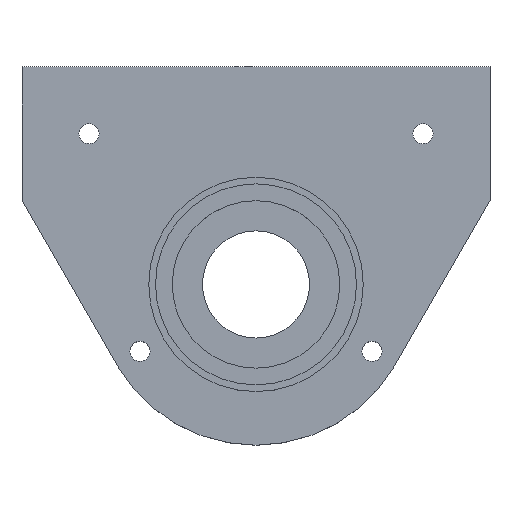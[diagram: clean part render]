
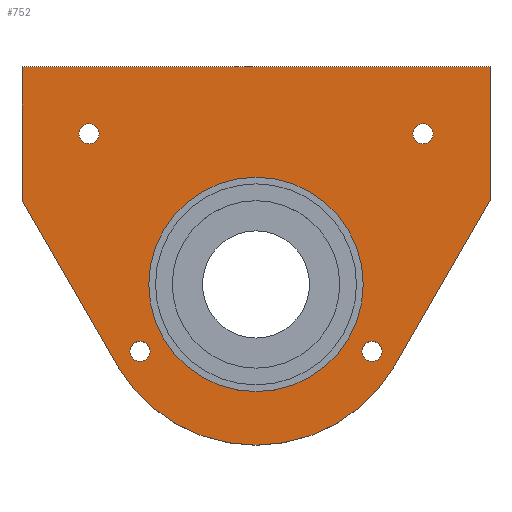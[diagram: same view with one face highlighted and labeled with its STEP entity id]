
A CAD part, top view. The second image highlights one B-rep face of the part: STEP entity #752.
In plain terms, the highlighted planar face has unit normal (0, 0, 1).
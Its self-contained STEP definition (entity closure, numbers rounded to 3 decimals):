
#314=CARTESIAN_POINT('',(23.43,22.5,5.));
#315=VERTEX_POINT('',#314);
#322=CARTESIAN_POINT('',(26.43,22.5,5.));
#323=VERTEX_POINT('',#322);
#324=CARTESIAN_POINT('',(24.93,22.5,5.));
#325=DIRECTION('',(1.,0.,0.));
#326=DIRECTION('',(0.,0.,1.));
#327=AXIS2_PLACEMENT_3D('',#324,#326,#325);
#328=CIRCLE('',#327,1.5);
#329=EDGE_CURVE('',#323,#315,#328,.T.);
#331=CARTESIAN_POINT('',(24.93,22.5,5.));
#332=DIRECTION('',(-1.,0.,0.));
#333=DIRECTION('',(-0.,0.,1.));
#334=AXIS2_PLACEMENT_3D('',#331,#333,#332);
#335=CIRCLE('',#334,1.5);
#336=EDGE_CURVE('',#315,#323,#335,.T.);
#348=CARTESIAN_POINT('',(15.821,-10.,5.));
#349=VERTEX_POINT('',#348);
#356=CARTESIAN_POINT('',(18.821,-10.,5.));
#357=VERTEX_POINT('',#356);
#358=CARTESIAN_POINT('',(17.321,-10.,5.));
#359=DIRECTION('',(1.,0.,0.));
#360=DIRECTION('',(0.,0.,1.));
#361=AXIS2_PLACEMENT_3D('',#358,#360,#359);
#362=CIRCLE('',#361,1.5);
#363=EDGE_CURVE('',#357,#349,#362,.T.);
#365=CARTESIAN_POINT('',(17.321,-10.,5.));
#366=DIRECTION('',(-1.,0.,0.));
#367=DIRECTION('',(-0.,0.,1.));
#368=AXIS2_PLACEMENT_3D('',#365,#367,#366);
#369=CIRCLE('',#368,1.5);
#370=EDGE_CURVE('',#349,#357,#369,.T.);
#382=CARTESIAN_POINT('',(-18.821,-10.,5.));
#383=VERTEX_POINT('',#382);
#390=CARTESIAN_POINT('',(-15.821,-10.,5.));
#391=VERTEX_POINT('',#390);
#392=CARTESIAN_POINT('',(-17.321,-10.,5.));
#393=DIRECTION('',(1.,0.,0.));
#394=DIRECTION('',(0.,0.,1.));
#395=AXIS2_PLACEMENT_3D('',#392,#394,#393);
#396=CIRCLE('',#395,1.5);
#397=EDGE_CURVE('',#391,#383,#396,.T.);
#399=CARTESIAN_POINT('',(-17.321,-10.,5.));
#400=DIRECTION('',(-1.,0.,0.));
#401=DIRECTION('',(-0.,0.,1.));
#402=AXIS2_PLACEMENT_3D('',#399,#401,#400);
#403=CIRCLE('',#402,1.5);
#404=EDGE_CURVE('',#383,#391,#403,.T.);
#416=CARTESIAN_POINT('',(-26.43,22.5,5.));
#417=VERTEX_POINT('',#416);
#424=CARTESIAN_POINT('',(-23.43,22.5,5.));
#425=VERTEX_POINT('',#424);
#426=CARTESIAN_POINT('',(-24.93,22.5,5.));
#427=DIRECTION('',(1.,0.,0.));
#428=DIRECTION('',(0.,0.,1.));
#429=AXIS2_PLACEMENT_3D('',#426,#428,#427);
#430=CIRCLE('',#429,1.5);
#431=EDGE_CURVE('',#425,#417,#430,.T.);
#433=CARTESIAN_POINT('',(-24.93,22.5,5.));
#434=DIRECTION('',(-1.,0.,0.));
#435=DIRECTION('',(-0.,0.,1.));
#436=AXIS2_PLACEMENT_3D('',#433,#435,#434);
#437=CIRCLE('',#436,1.5);
#438=EDGE_CURVE('',#417,#425,#437,.T.);
#633=CARTESIAN_POINT('',(-16.,0.,5.));
#634=VERTEX_POINT('',#633);
#641=CARTESIAN_POINT('',(16.,0.,5.));
#642=VERTEX_POINT('',#641);
#643=CARTESIAN_POINT('',(0.,0.,5.));
#644=DIRECTION('',(-1.,0.,0.));
#645=DIRECTION('',(-0.,0.,1.));
#646=AXIS2_PLACEMENT_3D('',#643,#645,#644);
#647=CIRCLE('',#646,16.);
#648=EDGE_CURVE('',#634,#642,#647,.T.);
#650=CARTESIAN_POINT('',(0.,0.,5.));
#651=DIRECTION('',(1.,0.,0.));
#652=DIRECTION('',(0.,0.,1.));
#653=AXIS2_PLACEMENT_3D('',#650,#652,#651);
#654=CIRCLE('',#653,16.);
#655=EDGE_CURVE('',#642,#634,#654,.T.);
#676=CARTESIAN_POINT('',(0.,4.25,5.));
#677=DIRECTION('',(1.,0.,0.));
#678=DIRECTION('',(0.,0.,1.));
#679=AXIS2_PLACEMENT_3D('',#676,#678,#677);
#680=PLANE('',#679);
#681=CARTESIAN_POINT('',(20.785,-12.,5.));
#682=VERTEX_POINT('',#681);
#683=CARTESIAN_POINT('',(34.93,12.5,5.));
#684=VERTEX_POINT('',#683);
#685=CARTESIAN_POINT('',(20.785,-12.,5.));
#686=DIRECTION('',(0.5,0.866,0.));
#687=VECTOR('',#686,28.29);
#688=LINE('',#685,#687);
#689=EDGE_CURVE('',#682,#684,#688,.T.);
#690=ORIENTED_EDGE('E57',*,*,#689,.T.);
#691=CARTESIAN_POINT('',(34.93,32.5,5.));
#692=VERTEX_POINT('',#691);
#693=CARTESIAN_POINT('',(34.93,12.5,5.));
#694=DIRECTION('',(0.,1.,0.));
#695=VECTOR('',#694,20.);
#696=LINE('',#693,#695);
#697=EDGE_CURVE('',#684,#692,#696,.T.);
#698=ORIENTED_EDGE('E58',*,*,#697,.T.);
#699=CARTESIAN_POINT('',(-34.93,32.5,5.));
#700=VERTEX_POINT('',#699);
#701=CARTESIAN_POINT('',(34.93,32.5,5.));
#702=DIRECTION('',(-1.,0.,0.));
#703=VECTOR('',#702,69.859);
#704=LINE('',#701,#703);
#705=EDGE_CURVE('',#692,#700,#704,.T.);
#706=ORIENTED_EDGE('E59',*,*,#705,.T.);
#707=CARTESIAN_POINT('',(-34.93,12.5,5.));
#708=VERTEX_POINT('',#707);
#709=CARTESIAN_POINT('',(-34.93,32.5,5.));
#710=DIRECTION('',(0.,-1.,0.));
#711=VECTOR('',#710,20.);
#712=LINE('',#709,#711);
#713=EDGE_CURVE('',#700,#708,#712,.T.);
#714=ORIENTED_EDGE('E60',*,*,#713,.T.);
#715=CARTESIAN_POINT('',(-20.785,-12.,5.));
#716=VERTEX_POINT('',#715);
#717=CARTESIAN_POINT('',(-34.93,12.5,5.));
#718=DIRECTION('',(0.5,-0.866,0.));
#719=VECTOR('',#718,28.29);
#720=LINE('',#717,#719);
#721=EDGE_CURVE('',#708,#716,#720,.T.);
#722=ORIENTED_EDGE('E61',*,*,#721,.T.);
#723=CARTESIAN_POINT('',(0.,0.,5.));
#724=DIRECTION('',(-0.866,-0.5,0.));
#725=DIRECTION('',(0.,0.,1.));
#726=AXIS2_PLACEMENT_3D('',#723,#725,#724);
#727=CIRCLE('',#726,24.);
#728=EDGE_CURVE('',#716,#682,#727,.T.);
#729=ORIENTED_EDGE('E62',*,*,#728,.T.);
#730=EDGE_LOOP('',(#690,#698,#706,#714,#722,#729));
#731=FACE_OUTER_BOUND('',#730,.T.);
#732=ORIENTED_EDGE('',*,*,#648,.F.);
#733=ORIENTED_EDGE('',*,*,#655,.F.);
#734=EDGE_LOOP('',(#732,#733));
#735=FACE_BOUND('',#734,.T.);
#736=ORIENTED_EDGE('',*,*,#336,.F.);
#737=ORIENTED_EDGE('',*,*,#329,.F.);
#738=EDGE_LOOP('',(#736,#737));
#739=FACE_BOUND('',#738,.T.);
#740=ORIENTED_EDGE('',*,*,#438,.F.);
#741=ORIENTED_EDGE('',*,*,#431,.F.);
#742=EDGE_LOOP('',(#740,#741));
#743=FACE_BOUND('',#742,.T.);
#744=ORIENTED_EDGE('',*,*,#404,.F.);
#745=ORIENTED_EDGE('',*,*,#397,.F.);
#746=EDGE_LOOP('',(#744,#745));
#747=FACE_BOUND('',#746,.T.);
#748=ORIENTED_EDGE('',*,*,#370,.F.);
#749=ORIENTED_EDGE('',*,*,#363,.F.);
#750=EDGE_LOOP('',(#748,#749));
#751=FACE_BOUND('',#750,.T.);
#752=ADVANCED_FACE('F19',(#731,#735,#739,#743,#747,#751),#680,.T.);
